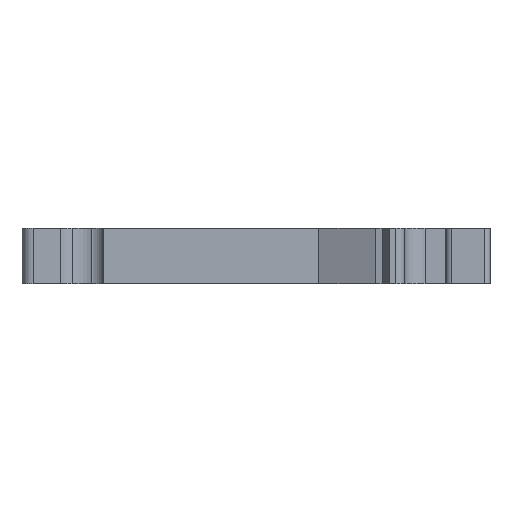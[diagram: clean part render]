
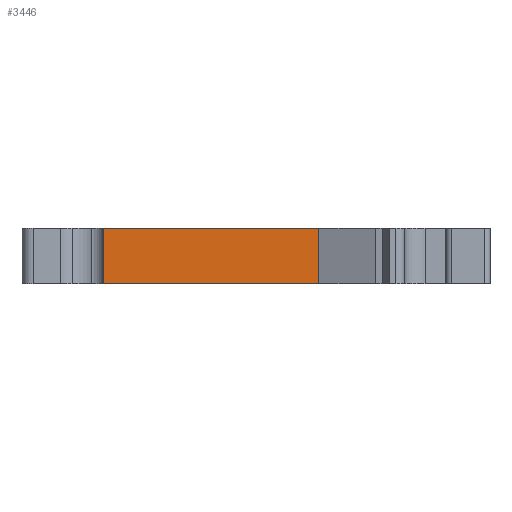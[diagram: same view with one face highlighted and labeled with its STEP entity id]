
A CAD part, front view. The second image highlights one B-rep face of the part: STEP entity #3446.
In plain terms, the highlighted planar face has unit normal (0, -1, 0).
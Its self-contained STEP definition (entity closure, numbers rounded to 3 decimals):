
#897=ORIENTED_EDGE('',*,*,#1540,.F.);
#898=ORIENTED_EDGE('',*,*,#1532,.F.);
#899=ORIENTED_EDGE('',*,*,#1541,.T.);
#900=ORIENTED_EDGE('',*,*,#1233,.F.);
#1233=EDGE_CURVE('',#1731,#1732,#2032,.T.);
#1532=EDGE_CURVE('',#1911,#1912,#2299,.T.);
#1540=EDGE_CURVE('',#1912,#1731,#2305,.T.);
#1541=EDGE_CURVE('',#1911,#1732,#2306,.T.);
#1731=VERTEX_POINT('',#4907);
#1732=VERTEX_POINT('',#4909);
#1911=VERTEX_POINT('',#5505);
#1912=VERTEX_POINT('',#5507);
#2032=LINE('',#4908,#2465);
#2299=LINE('',#5506,#2732);
#2305=LINE('',#5520,#2738);
#2306=LINE('',#5522,#2739);
#2465=VECTOR('',#3908,1000.);
#2732=VECTOR('',#4477,1000.);
#2738=VECTOR('',#4491,1000.);
#2739=VECTOR('',#4494,1000.);
#2944=EDGE_LOOP('',(#897,#898,#899,#900));
#3127=FACE_BOUND('',#2944,.T.);
#3273=PLANE('',#3701);
#3446=ADVANCED_FACE('',(#3127),#3273,.T.);
#3701=AXIS2_PLACEMENT_3D('',#5521,#4492,#4493);
#3908=DIRECTION('',(1.,0.,0.));
#4477=DIRECTION('',(-1.,0.,0.));
#4491=DIRECTION('',(0.,0.,1.));
#4492=DIRECTION('',(0.,-1.,0.));
#4493=DIRECTION('',(1.,0.,0.));
#4494=DIRECTION('',(0.,0.,1.));
#4907=CARTESIAN_POINT('',(-15.1,-7.5,2.5));
#4908=CARTESIAN_POINT('',(4.45,-7.5,2.5));
#4909=CARTESIAN_POINT('',(4.45,-7.5,2.5));
#5505=CARTESIAN_POINT('',(4.45,-7.5,-2.5));
#5506=CARTESIAN_POINT('',(-15.1,-7.5,-2.5));
#5507=CARTESIAN_POINT('',(-15.1,-7.5,-2.5));
#5520=CARTESIAN_POINT('',(-15.1,-7.5,-52.783));
#5521=CARTESIAN_POINT('',(4.45,-7.5,-52.783));
#5522=CARTESIAN_POINT('',(4.45,-7.5,-52.783));
